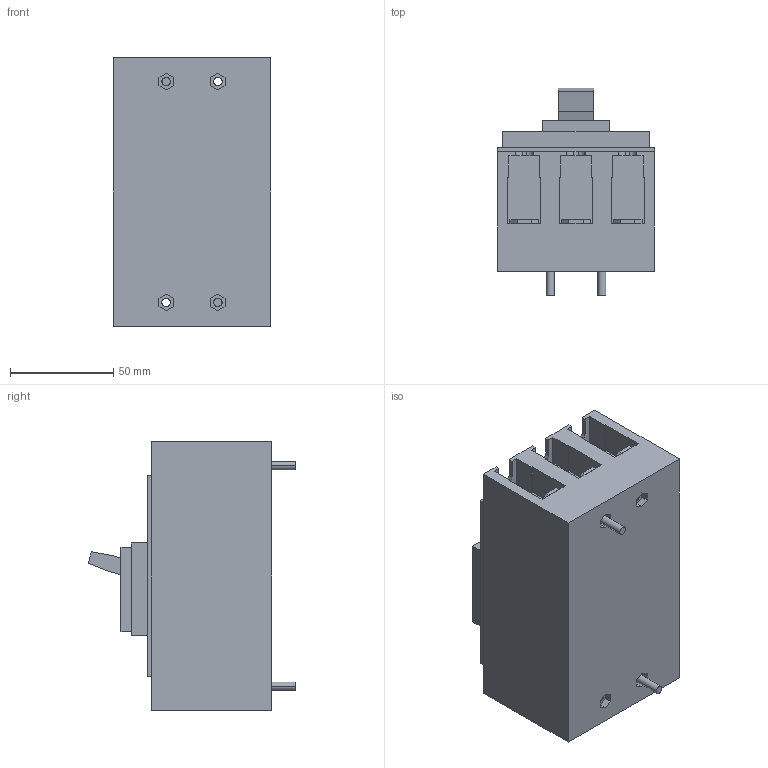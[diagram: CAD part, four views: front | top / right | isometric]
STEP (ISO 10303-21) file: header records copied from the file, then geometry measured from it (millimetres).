
FILE_DESCRIPTION(('CATIA V5 STEP Exchange'),'2;1');
FILE_NAME('1SDH001294R0030_1PA_001_00_A1_3p_F.stp','2014-12-04T15:41:00+00:00',('none'),('none'),'CATIA Version 5 Release 20 SP 1 (IN-10)','CATIA V5 STEP AP214','none');
FILE_SCHEMA(('AUTOMOTIVE_DESIGN { 1 0 10303 214 1 1 1 1 }'));
Length unit declared in the file: millimetre
Products named in the file (1): 1SDH001294R0030_1PA_001_00_A1_3p_F
Bounding box: 76.2 x 100.64 x 130 mm (x, y, z)
Volume: 575055.1 mm3; surface area: 61325.8 mm2
Topology: 1 solids, 1 shells, 268 faces, 694 edges, 452 vertices
Faces by surface type: plane 220, cylinder 48
Entity records: 8950 total; most frequent: ORIENTED_EDGE 1388, CARTESIAN_POINT 1282, DIRECTION 964, EDGE_CURVE 694, VECTOR 598, LINE 598, VERTEX_POINT 452, EDGE_LOOP 296
